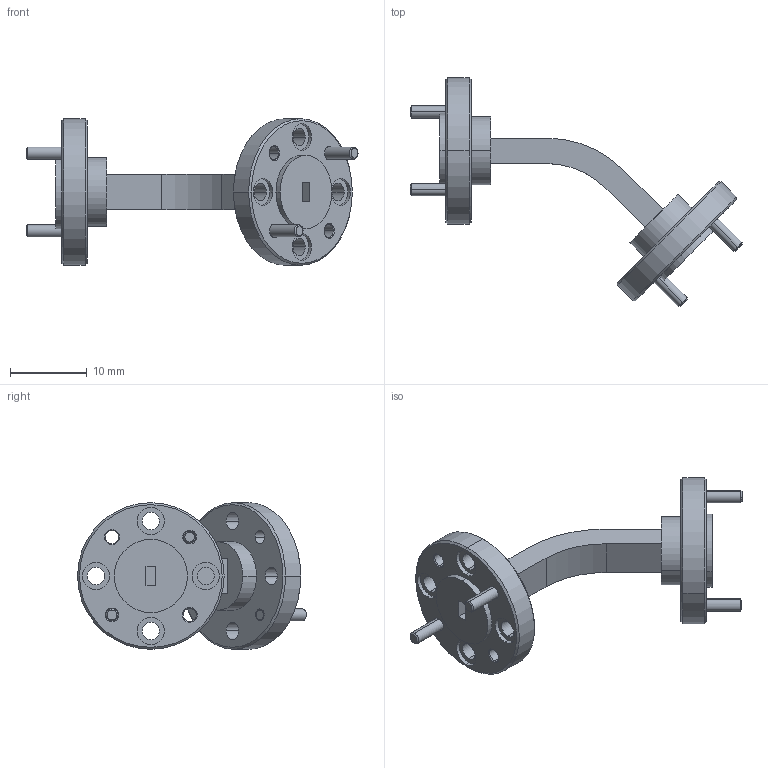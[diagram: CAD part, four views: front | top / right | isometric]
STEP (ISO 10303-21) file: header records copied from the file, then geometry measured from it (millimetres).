
FILE_DESCRIPTION (( 'STEP AP214' ), '1' );
FILE_NAME ('WB-EW-5-L, defeatured.STEP', '2025-01-28T23:42:26', ( '' ), ( '' ), 'SwSTEP 2.0', 'SolidWorks 2021', '' );
FILE_SCHEMA (( 'AUTOMOTIVE_DESIGN' ));
Length unit declared in the file: inch
Products named in the file (1): WB-EW-5-L, defeatured
Bounding box: 43.15 x 29.76 x 19.05 mm (x, y, z)
Volume: 2439.6 mm3; surface area: 2702 mm2
Topology: 5 solids, 6 shells, 160 faces, 356 edges, 224 vertices
Faces by surface type: cylinder 72, plane 48, cone 40
Entity records: 6690 total; most frequent: DIRECTION 862, CARTESIAN_POINT 741, ORIENTED_EDGE 712, EDGE_CURVE 356, AXIS2_PLACEMENT_3D 345, VERTEX_POINT 224, EDGE_LOOP 208, CIRCLE 184
